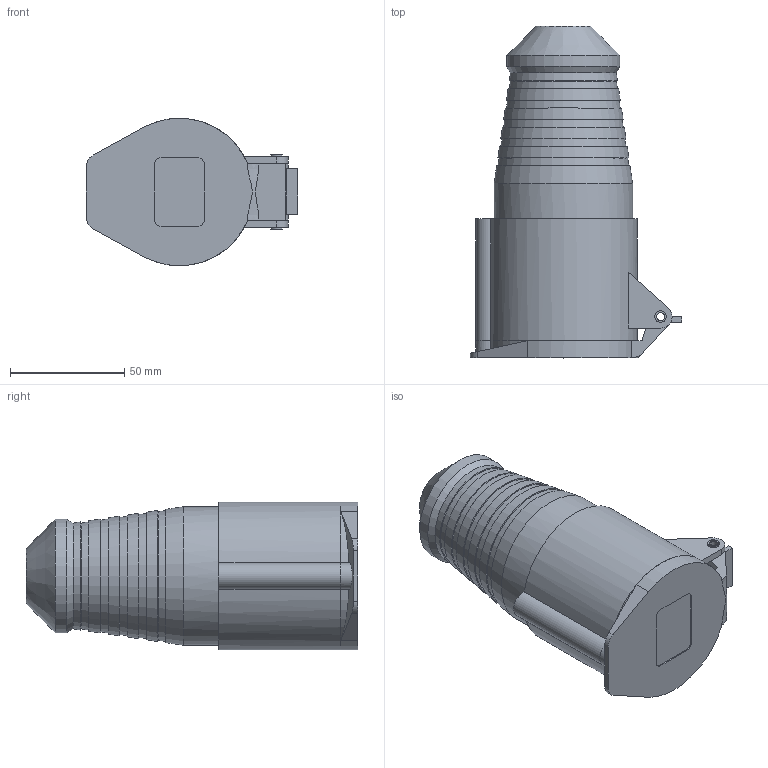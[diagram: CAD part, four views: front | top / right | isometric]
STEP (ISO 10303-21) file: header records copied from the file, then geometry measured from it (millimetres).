
FILE_DESCRIPTION (( 'STEP AP203' ), '1' );
FILE_NAME ('ps-224-32-380.ÃÌ Ðîçåòêà ïåðåíîñíàÿ 224 3Ð+ÐÅ 32À 380Â IP44 EKF.STEP', '2025-10-01T13:55:26', ( '' ), ( '' ), 'SwSTEP 2.0', 'SolidWorks 2021', '' );
FILE_SCHEMA (( 'CONFIG_CONTROL_DESIGN' ));
Length unit declared in the file: millimetre
Products named in the file (5): ps-224-32-380.ÃÌ Ðîçåòêà ïåðåíîñíàÿ 224 3Ð+ÐÅ 32À 380Â IP44 EKF; Êîïèÿ Ñîõðàíèòü òåëà1[2]^ps-224-32-380.ÃÌ Ðîçåòêà ïåðåíîñíàÿ 224 3Ð+ÐÅ 32À 380Â IP44 EKF_00; Êîïèÿ Âûðåç-Âûòÿíóòü12^ps-224-32-380.ÃÌ Ðîçåòêà ïåðåíîñíàÿ 224 3Ð+ÐÅ 32À 380Â IP44 EKF_00; Êîïèÿ Áîáûøêà-Âûòÿíóòü14^ps-224-32-380.ÃÌ Ðîçåòêà ïåðåíîñíàÿ 224 3Ð+ÐÅ 32À 380Â IP44 EKF_00; Êîïèÿ Òûëüíàÿ-îáùàÿ-ðîçåòêà^ps-224-32-380.ÃÌ Ðîçåòêà ïåðåíîñíàÿ 224 3Ð+ÐÅ 32À 380Â IP44 EKF_00
Assembly tree (4 placements, depth 2):
  ps-224-32-380.ÃÌ Ðîçåòêà ïåðåíîñíàÿ 224 3Ð+ÐÅ 32À 380Â IP44 EKF
    Êîïèÿ Áîáûøêà-Âûòÿíóòü14^ps-224-32-380.ÃÌ Ðîçåòêà ïåðåíîñíàÿ 224 3Ð+ÐÅ 32À 380Â IP44 EKF_00
    Êîïèÿ Âûðåç-Âûòÿíóòü12^ps-224-32-380.ÃÌ Ðîçåòêà ïåðåíîñíàÿ 224 3Ð+ÐÅ 32À 380Â IP44 EKF_00
    Êîïèÿ Ñîõðàíèòü òåëà1[2]^ps-224-32-380.ÃÌ Ðîçåòêà ïåðåíîñíàÿ 224 3Ð+ÐÅ 32À 380Â IP44 EKF_00
    Êîïèÿ Òûëüíàÿ-îáùàÿ-ðîçåòêà^ps-224-32-380.ÃÌ Ðîçåòêà ïåðåíîñíàÿ 224 3Ð+ÐÅ 32À 380Â IP44 EKF_00
Bounding box: 92.25 x 145 x 64.5 mm (x, y, z)
Volume: 338314.1 mm3; surface area: 66022.2 mm2
Topology: 4 solids, 4 shells, 121 faces, 276 edges, 178 vertices
Faces by surface type: plane 56, cylinder 40, cone 24, bspline 1
Full cylindrical faces by diameter (mm): 3.5 x1, 4 x4, 5 x2, 5.15 x1, 6.65 x1, 6.75 x3, 9 x1, 13.85 x1, 49.5 x1, 59.5 x1, 60.5 x1
Entity records: 3751 total; most frequent: CARTESIAN_POINT 628, DIRECTION 577, ORIENTED_EDGE 458, AXIS2_PLACEMENT_3D 237, EDGE_CURVE 229, EDGE_LOOP 185, VERTEX_POINT 172, FACE_OUTER_BOUND 138
